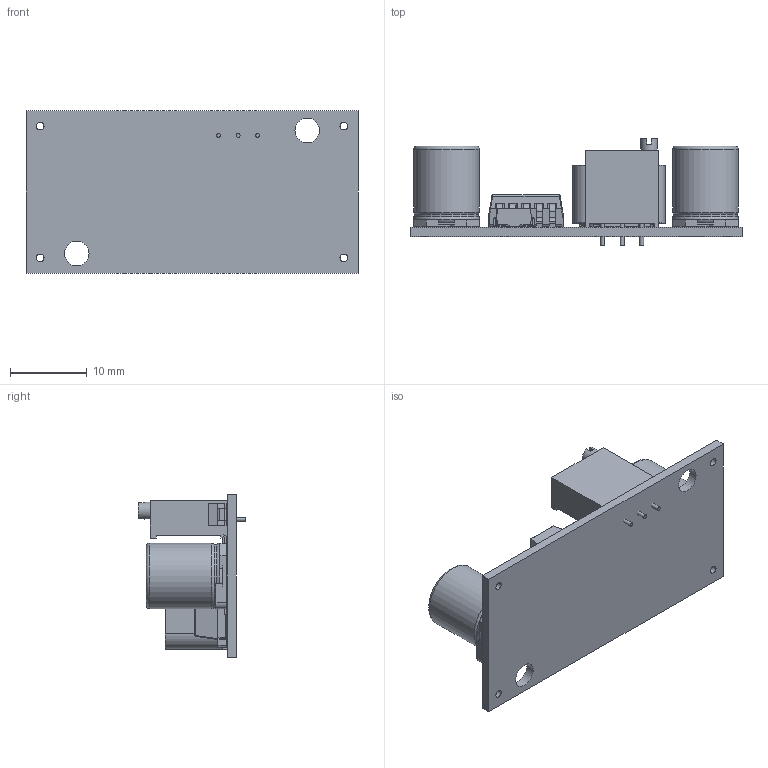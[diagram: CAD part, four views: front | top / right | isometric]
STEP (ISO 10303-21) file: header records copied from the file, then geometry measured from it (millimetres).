
FILE_DESCRIPTION(/* description */ (''),/* implementation_level */ '2;1');
FILE_NAME(/* name */ 'XL6009.step',/* time_stamp */ '2024-05-23T23:14:43+09:00',/* author */ (''),/* organization */ (''),/* preprocessor_version */ 'ST-DEVELOPER v20',/* originating_system */ 'Autodesk Translation Framework v13.14.0.145',/* authorisation */ '');
FILE_SCHEMA (('AUTOMOTIVE_DESIGN { 1 0 10303 214 3 1 1 }'));
Length unit declared in the file: millimetre
Products named in the file (14): XL6009; CAPAE-D8.0x10.2 v1 (1); Board_XL6009 v1; CAPAE-D8.0x10.2 v1; STEP-WE-PD-1280-rev1 v1; Kern_; Kern_ (1); Kern_ (2); Schale_; Pin_; Pin_ (1); 3296W v1; TO263-5-1 v1; Diode SMA v1
Assembly tree (13 placements, depth 3):
  XL6009
    CAPAE-D8.0x10.2 v1 (1)
    Board_XL6009 v1
    CAPAE-D8.0x10.2 v1
    STEP-WE-PD-1280-rev1 v1
      Kern_
      Kern_ (1)
      Kern_ (2)
      Schale_
      Pin_
      Pin_ (1)
    3296W v1
    TO263-5-1 v1
    Diode SMA v1
Bounding box: 43.18 x 13.96 x 21.08 mm (x, y, z)
Volume: 3781.1 mm3; surface area: 5899.3 mm2
Topology: 26 solids, 26 shells, 859 faces, 2167 edges, 1392 vertices
Faces by surface type: plane 474, cylinder 218, bspline 124, sphere 34, torus 8, cone 1
Full cylindrical faces by diameter (mm): 0.5 x1, 0.508 x3, 0.8 x4, 1 x4, 1.1 x4, 2.184 x1, 3.2 x2, 5.75 x1, 8.2 x2, 8.5 x2, 10 x2
Entity records: 34631 total; most frequent: CARTESIAN_POINT 13844, ORIENTED_EDGE 4334, DIRECTION 3771, EDGE_CURVE 2167, LINE 1429, VECTOR 1429, VERTEX_POINT 1392, AXIS2_PLACEMENT_3D 1171
